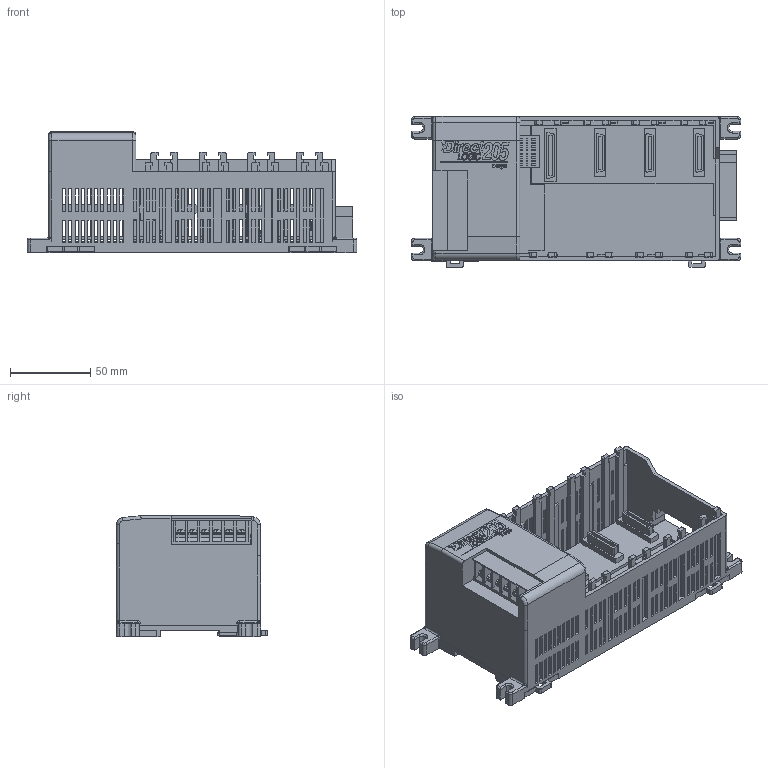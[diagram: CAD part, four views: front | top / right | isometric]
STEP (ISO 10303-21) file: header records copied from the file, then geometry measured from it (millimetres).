
FILE_DESCRIPTION (( 'STEP AP214' ), '1' );
FILE_NAME ('D2-04BDC1-1.STEP', '2023-05-17T14:01:14', ( '' ), ( '' ), 'SwSTEP 2.0', 'SolidWorks 2021', '' );
FILE_SCHEMA (( 'AUTOMOTIVE_DESIGN' ));
Length unit declared in the file: inch
Products named in the file (1): D2-04BDC1-1
Bounding box: 205.67 x 94.22 x 75.7 mm (x, y, z)
Volume: 246122 mm3; surface area: 155745.2 mm2
Topology: 6 solids, 8 shells, 1938 faces, 5575 edges, 3649 vertices
Faces by surface type: plane 1621, bspline 159, cylinder 158
Entity records: 87699 total; most frequent: CARTESIAN_POINT 16621, ORIENTED_EDGE 11150, DIRECTION 9048, EDGE_CURVE 5575, VECTOR 4824, LINE 4824, VERTEX_POINT 3649, EDGE_LOOP 2228
